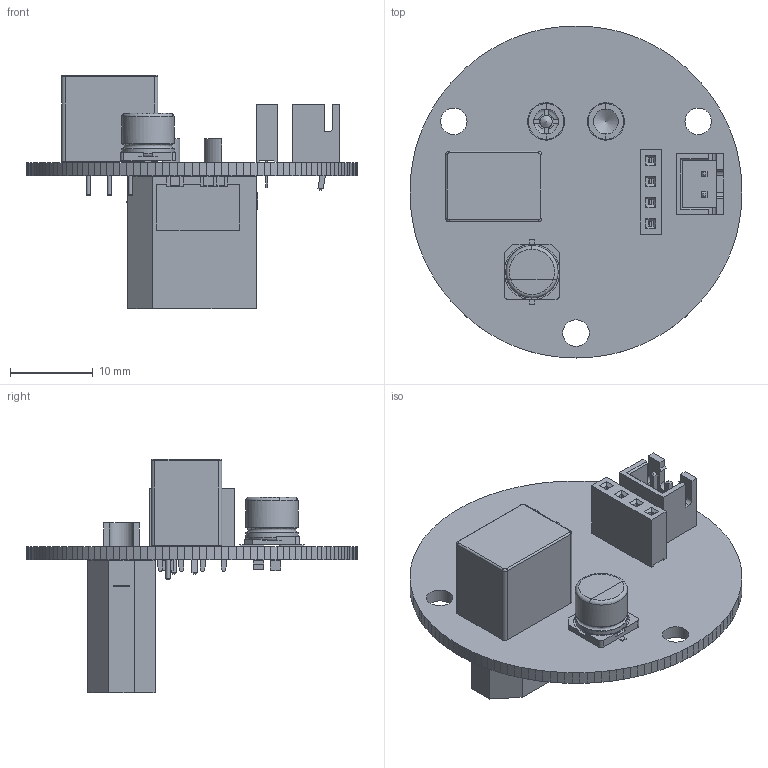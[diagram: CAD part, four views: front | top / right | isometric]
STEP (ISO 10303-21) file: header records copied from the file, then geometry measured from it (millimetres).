
FILE_DESCRIPTION(('KiCad electronic assembly'),'2;1');
FILE_NAME('GlowPrism Corner PCB.step','2023-06-26T11:58:01',('Pcbnew'),( 'Kicad'),'Open CASCADE STEP processor 7.6','KiCad to STEP converter' ,'Unknown');
FILE_SCHEMA(('AUTOMOTIVE_DESIGN { 1 0 10303 214 1 1 1 1 }'));
Length unit declared in the file: millimetre
Products named in the file (16): GlowPrism Corner PCB 1; PinSocket_1x04_P2.54mm_Vertical; SOLID; JST_XH_B2B-XH-A_1x02_P2.50mm_Vertical; Converter_DCDC_RECOM_R-78E-0.5_THT; CP_Elec_6.3x5.9; C_0805_2012Metric; AMASS_XT60-M_1x02_P7.2mm_Vertical; COMPOUND; LED_0805_2012Metric; PCB
Assembly tree (18 placements, depth 3):
  GlowPrism Corner PCB 1
    PinSocket_1x04_P2.54mm_Vertical
      SOLID
    JST_XH_B2B-XH-A_1x02_P2.50mm_Vertical
      SOLID
    Converter_DCDC_RECOM_R-78E-0.5_THT
      SOLID
    CP_Elec_6.3x5.9
      SOLID
    C_0805_2012Metric  x3
      SOLID
    AMASS_XT60-M_1x02_P7.2mm_Vertical
      COMPOUND
    LED_0805_2012Metric  x2
      SOLID
    PCB
Bounding box: 40 x 40 x 28.18 mm (x, y, z)
Volume: 4489.4 mm3; surface area: 6641 mm2
Topology: 13 solids, 13 shells, 754 faces, 2009 edges, 1314 vertices
Faces by surface type: plane 613, cylinder 115, torus 11, bspline 10, cone 4, revolution 1
Full cylindrical faces by diameter (mm): 0.5 x3, 1 x9, 3 x2, 3.2 x3, 4.3 x4, 4.5 x2, 6 x2, 6.3 x2
Entity records: 47045 total; most frequent: CARTESIAN_POINT 9222, DIRECTION 6530, LINE 4716, VECTOR 4716, ORIENTED_EDGE 3456, PCURVE 3456, DEFINITIONAL_REPRESENTATION 3456, EDGE_CURVE 1728
